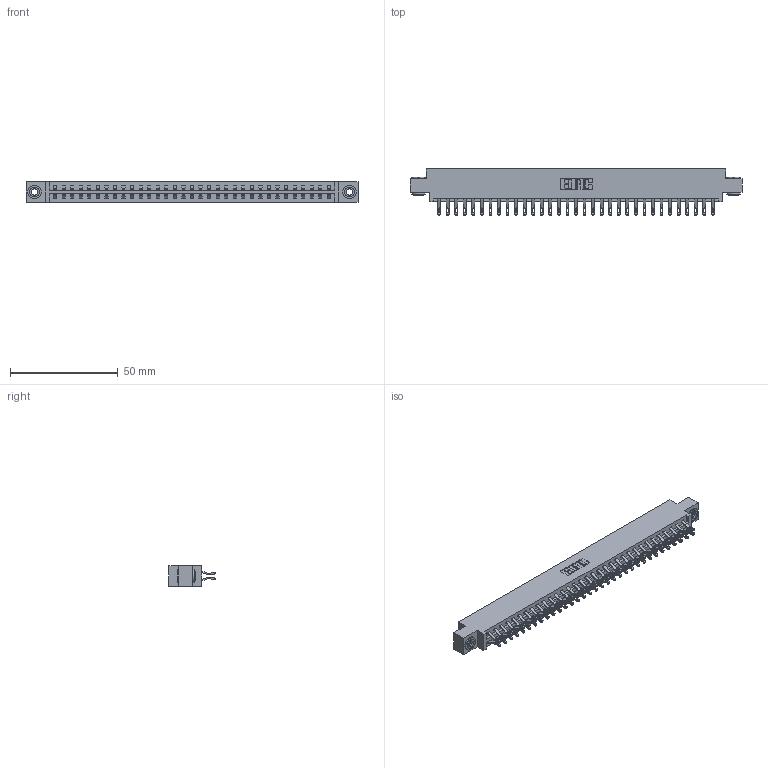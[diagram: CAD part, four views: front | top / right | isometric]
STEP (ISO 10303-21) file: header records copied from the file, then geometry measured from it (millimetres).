
FILE_DESCRIPTION (( 'STEP AP203' ), '1' );
FILE_NAME ('337-066-555-803.STEP', '2019-10-12T01:14:01', ( '' ), ( '' ), 'SwSTEP 2.0', 'SolidWorks 2016', '' );
FILE_SCHEMA (( 'CONFIG_CONTROL_DESIGN' ));
Length unit declared in the file: inch
Products named in the file (4): 345-292-001_555 Tail; 337-066-555-803; 345-250-002_345-250-002-102; 337 Part_0.170 Offset - 0.156 Dia-TH
Assembly tree (69 placements, depth 2):
  337-066-555-803
    337 Part_0.170 Offset - 0.156 Dia-TH
    345-292-001_555 Tail  x66
    345-250-002_345-250-002-102  x2
Bounding box: 153.77 x 21.47 x 9.4 mm (x, y, z)
Volume: 16179.2 mm3; surface area: 19256.9 mm2
Topology: 69 solids, 69 shells, 4116 faces, 12873 edges, 8578 vertices
Faces by surface type: plane 2460, cylinder 1648, cone 8
Entity records: 27858 total; most frequent: CARTESIAN_POINT 4711, ORIENTED_EDGE 4610, DIRECTION 4027, EDGE_CURVE 2305, LINE 2133, VECTOR 2133, VERTEX_POINT 1534, AXIS2_PLACEMENT_3D 947
